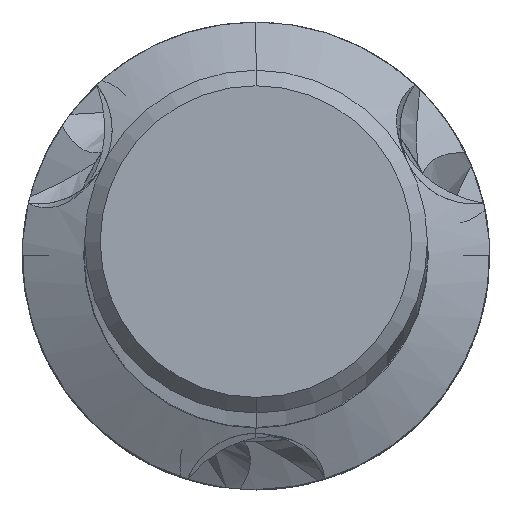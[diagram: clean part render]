
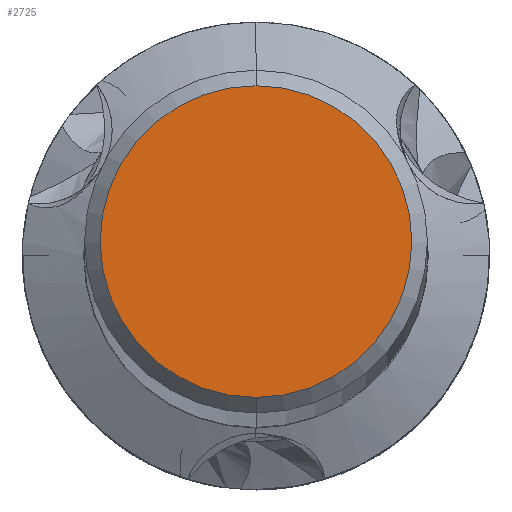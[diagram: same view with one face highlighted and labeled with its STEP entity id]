
A CAD part, top view. The second image highlights one B-rep face of the part: STEP entity #2725.
In plain terms, the highlighted planar face has unit normal (0, 0, 1).
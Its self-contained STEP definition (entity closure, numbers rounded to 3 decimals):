
#2601=VERTEX_POINT('',#4911);
#2621=VERTEX_POINT('',#4933);
#2627=EDGE_CURVE('',#2601,#2621,#4939,.T.);
#2725=ADVANCED_FACE('',(#5045),#5046,.T.);
#2843=EDGE_CURVE('',#2621,#2601,#5176,.T.);
#4911=CARTESIAN_POINT('',(0.,-1.0,0.0));
#4933=CARTESIAN_POINT('',(0.0,1.0,0.0));
#4939=CIRCLE('',#10321,1.0);
#5045=FACE_OUTER_BOUND('',#10558,.T.);
#5046=PLANE('',#10559);
#5176=CIRCLE('',#10952,1.0);
#10321=AXIS2_PLACEMENT_3D('',#13897,#13898,#13899);
#10558=EDGE_LOOP('',(#13990,#13991));
#10559=AXIS2_PLACEMENT_3D('',#13992,#13993,#13994);
#10952=AXIS2_PLACEMENT_3D('',#14138,#14139,#14140);
#13897=CARTESIAN_POINT('',(0.0,0.0,0.0));
#13898=DIRECTION('',(0.0,0.0,-1.0));
#13899=DIRECTION('',(0.0,1.0,0.0));
#13990=ORIENTED_EDGE('',*,*,#2843,.F.);
#13991=ORIENTED_EDGE('',*,*,#2627,.F.);
#13992=CARTESIAN_POINT('',(0.0,0.5,0.0));
#13993=DIRECTION('',(-0.0,0.0,1.0));
#13994=DIRECTION('',(0.0,-1.0,0.0));
#14138=CARTESIAN_POINT('',(0.0,0.0,0.0));
#14139=DIRECTION('',(0.0,0.0,-1.0));
#14140=DIRECTION('',(0.0,1.0,0.0));
